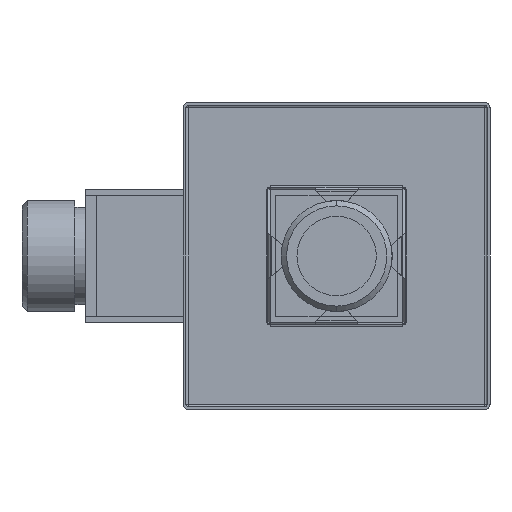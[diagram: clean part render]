
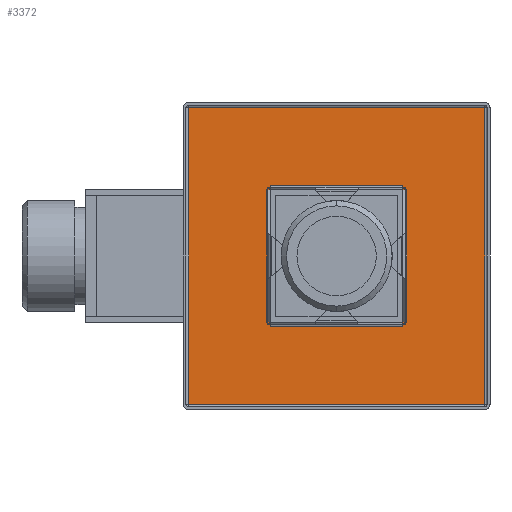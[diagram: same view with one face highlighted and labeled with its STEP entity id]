
A CAD part, front view. The second image highlights one B-rep face of the part: STEP entity #3372.
In plain terms, the highlighted face is planar.
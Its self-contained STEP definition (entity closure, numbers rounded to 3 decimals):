
#1729=DIRECTION('',(-1.,0.,0.));
#1730=VECTOR('',#1729,56.);
#1731=CARTESIAN_POINT('',(28.,0.5,28.));
#1732=LINE('',#1731,#1730);
#1733=DIRECTION('',(0.,0.,-1.));
#1734=VECTOR('',#1733,56.);
#1735=CARTESIAN_POINT('',(-28.,0.5,28.));
#1736=LINE('',#1735,#1734);
#1737=DIRECTION('',(1.,0.,0.));
#1738=VECTOR('',#1737,56.);
#1739=CARTESIAN_POINT('',(-28.,0.5,-28.));
#1740=LINE('',#1739,#1738);
#1741=DIRECTION('',(0.,0.,1.));
#1742=VECTOR('',#1741,56.);
#1743=CARTESIAN_POINT('',(28.,0.5,-28.));
#1744=LINE('',#1743,#1742);
#1745=DIRECTION('',(0.,0.,1.));
#1746=VECTOR('',#1745,25.);
#1747=CARTESIAN_POINT('',(-13.25,0.5,-12.5));
#1748=LINE('',#1747,#1746);
#1749=DIRECTION('',(1.,0.,0.));
#1750=VECTOR('',#1749,25.);
#1751=CARTESIAN_POINT('',(-12.5,0.5,13.25));
#1752=LINE('',#1751,#1750);
#1753=DIRECTION('',(0.,0.,-1.));
#1754=VECTOR('',#1753,25.);
#1755=CARTESIAN_POINT('',(13.25,0.5,12.5));
#1756=LINE('',#1755,#1754);
#1757=DIRECTION('',(-1.,0.,0.));
#1758=VECTOR('',#1757,25.);
#1759=CARTESIAN_POINT('',(12.5,0.5,-13.25));
#1760=LINE('',#1759,#1758);
#1887=DIRECTION('',(1.,0.,0.));
#1888=VECTOR('',#1887,0.75);
#1889=CARTESIAN_POINT('',(-13.25,0.5,-12.5));
#1890=LINE('',#1889,#1888);
#1891=DIRECTION('',(1.,0.,0.));
#1892=VECTOR('',#1891,0.75);
#1893=CARTESIAN_POINT('',(12.5,0.5,-12.5));
#1894=LINE('',#1893,#1892);
#2181=DIRECTION('',(0.,0.,-1.));
#2182=VECTOR('',#2181,0.75);
#2183=CARTESIAN_POINT('',(-12.5,0.5,-12.5));
#2184=LINE('',#2183,#2182);
#2189=DIRECTION('',(0.,0.,-1.));
#2190=VECTOR('',#2189,0.75);
#2191=CARTESIAN_POINT('',(-12.5,0.5,13.25));
#2192=LINE('',#2191,#2190);
#2203=DIRECTION('',(0.,0.,1.));
#2204=VECTOR('',#2203,0.75);
#2205=CARTESIAN_POINT('',(12.5,0.5,-13.25));
#2206=LINE('',#2205,#2204);
#2211=DIRECTION('',(0.,0.,1.));
#2212=VECTOR('',#2211,0.75);
#2213=CARTESIAN_POINT('',(12.5,0.5,12.5));
#2214=LINE('',#2213,#2212);
#2536=DIRECTION('',(-1.,0.,0.));
#2537=VECTOR('',#2536,0.75);
#2538=CARTESIAN_POINT('',(-12.5,0.5,12.5));
#2539=LINE('',#2538,#2537);
#2544=DIRECTION('',(-1.,0.,0.));
#2545=VECTOR('',#2544,0.75);
#2546=CARTESIAN_POINT('',(13.25,0.5,12.5));
#2547=LINE('',#2546,#2545);
#2781=CARTESIAN_POINT('',(28.,0.5,28.));
#2782=CARTESIAN_POINT('',(-28.,0.5,28.));
#2783=VERTEX_POINT('',#2781);
#2784=VERTEX_POINT('',#2782);
#2797=CARTESIAN_POINT('',(28.,0.5,-28.));
#2798=VERTEX_POINT('',#2797);
#2807=CARTESIAN_POINT('',(-28.,0.5,-28.));
#2808=VERTEX_POINT('',#2807);
#2821=CARTESIAN_POINT('',(12.5,0.5,12.5));
#2822=CARTESIAN_POINT('',(12.5,0.5,-12.5));
#2823=VERTEX_POINT('',#2821);
#2824=VERTEX_POINT('',#2822);
#2829=CARTESIAN_POINT('',(-12.5,0.5,-12.5));
#2830=VERTEX_POINT('',#2829);
#2835=CARTESIAN_POINT('',(-12.5,0.5,12.5));
#2836=VERTEX_POINT('',#2835);
#2885=CARTESIAN_POINT('',(-13.25,0.5,-12.5));
#2886=CARTESIAN_POINT('',(-13.25,0.5,12.5));
#2887=VERTEX_POINT('',#2885);
#2888=VERTEX_POINT('',#2886);
#2893=CARTESIAN_POINT('',(12.5,0.5,-13.25));
#2894=CARTESIAN_POINT('',(-12.5,0.5,-13.25));
#2895=VERTEX_POINT('',#2893);
#2896=VERTEX_POINT('',#2894);
#2901=CARTESIAN_POINT('',(13.25,0.5,12.5));
#2902=CARTESIAN_POINT('',(13.25,0.5,-12.5));
#2903=VERTEX_POINT('',#2901);
#2904=VERTEX_POINT('',#2902);
#2909=CARTESIAN_POINT('',(-12.5,0.5,13.25));
#2910=CARTESIAN_POINT('',(12.5,0.5,13.25));
#2911=VERTEX_POINT('',#2909);
#2912=VERTEX_POINT('',#2910);
#3332=CARTESIAN_POINT('',(0.,0.5,0.));
#3333=DIRECTION('',(0.,1.,0.));
#3334=DIRECTION('',(0.,0.,-1.));
#3335=AXIS2_PLACEMENT_3D('',#3332,#3333,#3334);
#3336=PLANE('',#3335);
#3337=ORIENTED_EDGE('',*,*,#3322,.T.);
#3339=ORIENTED_EDGE('',*,*,#3338,.T.);
#3341=ORIENTED_EDGE('',*,*,#3340,.T.);
#3343=ORIENTED_EDGE('',*,*,#3342,.T.);
#3344=EDGE_LOOP('',(#3337,#3339,#3341,#3343));
#3345=FACE_OUTER_BOUND('',#3344,.F.);
#3347=ORIENTED_EDGE('',*,*,#3346,.T.);
#3349=ORIENTED_EDGE('',*,*,#3348,.F.);
#3351=ORIENTED_EDGE('',*,*,#3350,.F.);
#3353=ORIENTED_EDGE('',*,*,#3352,.T.);
#3355=ORIENTED_EDGE('',*,*,#3354,.F.);
#3357=ORIENTED_EDGE('',*,*,#3356,.F.);
#3359=ORIENTED_EDGE('',*,*,#3358,.T.);
#3361=ORIENTED_EDGE('',*,*,#3360,.F.);
#3363=ORIENTED_EDGE('',*,*,#3362,.F.);
#3365=ORIENTED_EDGE('',*,*,#3364,.T.);
#3367=ORIENTED_EDGE('',*,*,#3366,.F.);
#3369=ORIENTED_EDGE('',*,*,#3368,.F.);
#3370=EDGE_LOOP('',(#3347,#3349,#3351,#3353,#3355,#3357,#3359,#3361,#3363,#3365,
#3367,#3369));
#3371=FACE_BOUND('',#3370,.F.);
#3322=EDGE_CURVE('',#2783,#2784,#1732,.T.);
#3338=EDGE_CURVE('',#2784,#2808,#1736,.T.);
#3340=EDGE_CURVE('',#2808,#2798,#1740,.T.);
#3342=EDGE_CURVE('',#2798,#2783,#1744,.T.);
#3346=EDGE_CURVE('',#2887,#2888,#1748,.T.);
#3348=EDGE_CURVE('',#2836,#2888,#2539,.T.);
#3350=EDGE_CURVE('',#2911,#2836,#2192,.T.);
#3352=EDGE_CURVE('',#2911,#2912,#1752,.T.);
#3354=EDGE_CURVE('',#2823,#2912,#2214,.T.);
#3356=EDGE_CURVE('',#2903,#2823,#2547,.T.);
#3358=EDGE_CURVE('',#2903,#2904,#1756,.T.);
#3360=EDGE_CURVE('',#2824,#2904,#1894,.T.);
#3362=EDGE_CURVE('',#2895,#2824,#2206,.T.);
#3364=EDGE_CURVE('',#2895,#2896,#1760,.T.);
#3366=EDGE_CURVE('',#2830,#2896,#2184,.T.);
#3368=EDGE_CURVE('',#2887,#2830,#1890,.T.);
#3372=ADVANCED_FACE('',(#3345,#3371),#3336,.T.);
